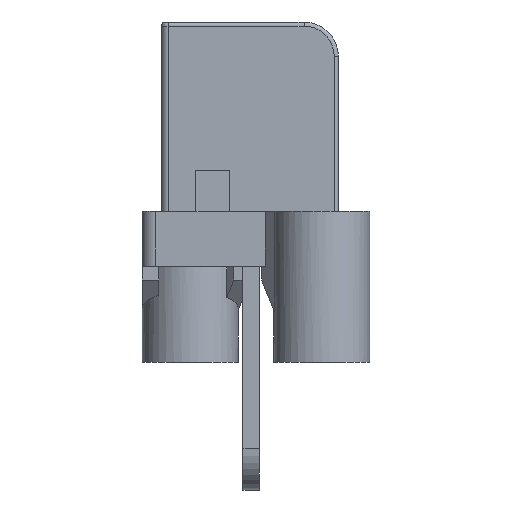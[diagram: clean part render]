
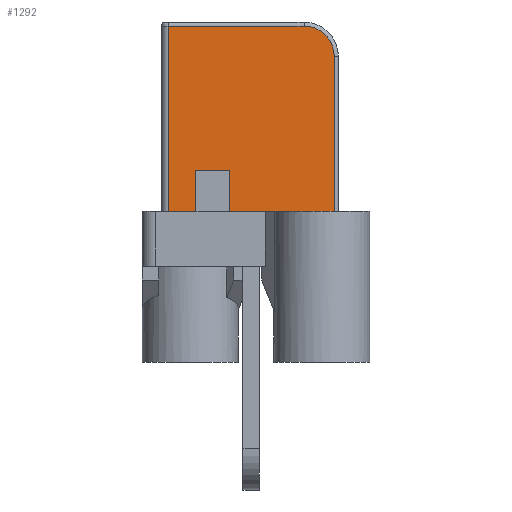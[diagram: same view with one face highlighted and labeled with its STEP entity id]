
A CAD part, left-side view. The second image highlights one B-rep face of the part: STEP entity #1292.
In plain terms, the highlighted planar face has unit normal (-1, 0, 0).
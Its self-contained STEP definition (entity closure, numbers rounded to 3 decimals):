
#1292 = ADVANCED_FACE( '', ( #3154 ), #3155, .F. );
#3154 = FACE_OUTER_BOUND( '', #6281, .T. );
#3155 = PLANE( '', #6282 );
#6281 = EDGE_LOOP( '', ( #11547, #11548, #11549, #11550, #11551, #11552, #11553, #11554, #11555 ) );
#6282 = AXIS2_PLACEMENT_3D( '', #11556, #11557, #11558 );
#11547 = ORIENTED_EDGE( '', *, *, #18417, .T. );
#11548 = ORIENTED_EDGE( '', *, *, #17477, .T. );
#11549 = ORIENTED_EDGE( '', *, *, #18418, .T. );
#11550 = ORIENTED_EDGE( '', *, *, #18419, .T. );
#11551 = ORIENTED_EDGE( '', *, *, #17184, .T. );
#11552 = ORIENTED_EDGE( '', *, *, #18420, .T. );
#11553 = ORIENTED_EDGE( '', *, *, #18421, .F. );
#11554 = ORIENTED_EDGE( '', *, *, #18422, .F. );
#11555 = ORIENTED_EDGE( '', *, *, #18423, .T. );
#11556 = CARTESIAN_POINT( '', ( -22.35, 12.4, 13.8 ) );
#11557 = DIRECTION( '', ( 1., 0., 0. ) );
#11558 = DIRECTION( '', ( 0., 0., -1. ) );
#17184 = EDGE_CURVE( '', #20433, #20434, #20435, .T. );
#17477 = EDGE_CURVE( '', #20962, #20964, #20966, .F. );
#18417 = EDGE_CURVE( '', #22527, #20962, #22528, .T. );
#18418 = EDGE_CURVE( '', #20964, #22529, #22530, .F. );
#18419 = EDGE_CURVE( '', #22529, #20433, #22531, .F. );
#18420 = EDGE_CURVE( '', #20434, #22532, #22533, .T. );
#18421 = EDGE_CURVE( '', #22534, #22532, #22535, .T. );
#18422 = EDGE_CURVE( '', #22536, #22534, #22537, .T. );
#18423 = EDGE_CURVE( '', #22536, #22527, #22538, .T. );
#20433 = VERTEX_POINT( '', #25443 );
#20434 = VERTEX_POINT( '', #25444 );
#20435 = LINE( '', #25445, #25446 );
#20962 = VERTEX_POINT( '', #26423 );
#20964 = VERTEX_POINT( '', #26425 );
#20966 = LINE( '', #26427, #26428 );
#22527 = VERTEX_POINT( '', #29140 );
#22528 = LINE( '', #29141, #29142 );
#22529 = VERTEX_POINT( '', #29143 );
#22530 = CIRCLE( '', #29144, 2.2 );
#22531 = LINE( '', #29145, #29146 );
#22532 = VERTEX_POINT( '', #29147 );
#22533 = LINE( '', #29148, #29149 );
#22534 = VERTEX_POINT( '', #29150 );
#22535 = LINE( '', #29151, #29152 );
#22536 = VERTEX_POINT( '', #29153 );
#22537 = LINE( '', #29154, #29155 );
#22538 = LINE( '', #29156, #29157 );
#25443 = CARTESIAN_POINT( '', ( -22.35, 12.4, 13.5 ) );
#25444 = CARTESIAN_POINT( '', ( -22.35, 12.4, 0. ) );
#25445 = CARTESIAN_POINT( '', ( -22.35, 12.4, 13.8 ) );
#25446 = VECTOR( '', #33274, 1000. );
#26423 = CARTESIAN_POINT( '', ( -22.35, 0.3, 0. ) );
#26425 = CARTESIAN_POINT( '', ( -22.35, 0.3, 11.3 ) );
#26427 = CARTESIAN_POINT( '', ( -22.35, 0.3, 13.8 ) );
#26428 = VECTOR( '', #33572, 1000. );
#29140 = CARTESIAN_POINT( '', ( -22.35, 7.9, 0. ) );
#29141 = CARTESIAN_POINT( '', ( -22.35, 12.4, 0. ) );
#29142 = VECTOR( '', #34599, 1000. );
#29143 = CARTESIAN_POINT( '', ( -22.35, 2.5, 13.5 ) );
#29144 = AXIS2_PLACEMENT_3D( '', #34600, #34601, #34602 );
#29145 = CARTESIAN_POINT( '', ( -22.35, 12.4, 13.5 ) );
#29146 = VECTOR( '', #34603, 1000. );
#29147 = CARTESIAN_POINT( '', ( -22.35, 10.4, 0. ) );
#29148 = CARTESIAN_POINT( '', ( -22.35, 12.4, 0. ) );
#29149 = VECTOR( '', #34604, 1000. );
#29150 = CARTESIAN_POINT( '', ( -22.35, 10.4, 3. ) );
#29151 = CARTESIAN_POINT( '', ( -22.35, 10.4, 3. ) );
#29152 = VECTOR( '', #34605, 1000. );
#29153 = CARTESIAN_POINT( '', ( -22.35, 7.9, 3. ) );
#29154 = CARTESIAN_POINT( '', ( -22.35, 7.9, 3. ) );
#29155 = VECTOR( '', #34606, 1000. );
#29156 = CARTESIAN_POINT( '', ( -22.35, 7.9, 3. ) );
#29157 = VECTOR( '', #34607, 1000. );
#33274 = DIRECTION( '', ( 0., 0., -1. ) );
#33572 = DIRECTION( '', ( 0., 0., -1. ) );
#34599 = DIRECTION( '', ( 0., -1., 0. ) );
#34600 = CARTESIAN_POINT( '', ( -22.35, 2.5, 11.3 ) );
#34601 = DIRECTION( '', ( 1., 0., 0. ) );
#34602 = DIRECTION( '', ( 0., 0., -1. ) );
#34603 = DIRECTION( '', ( 0., -1., 0. ) );
#34604 = DIRECTION( '', ( 0., -1., 0. ) );
#34605 = DIRECTION( '', ( 0., 0., -1. ) );
#34606 = DIRECTION( '', ( 0., 1., 0. ) );
#34607 = DIRECTION( '', ( 0., 0., -1. ) );
